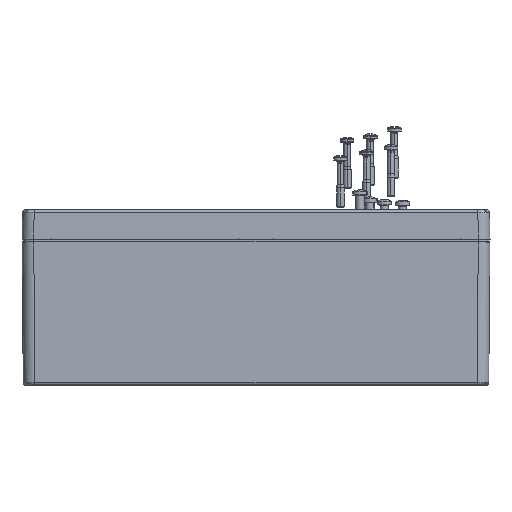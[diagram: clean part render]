
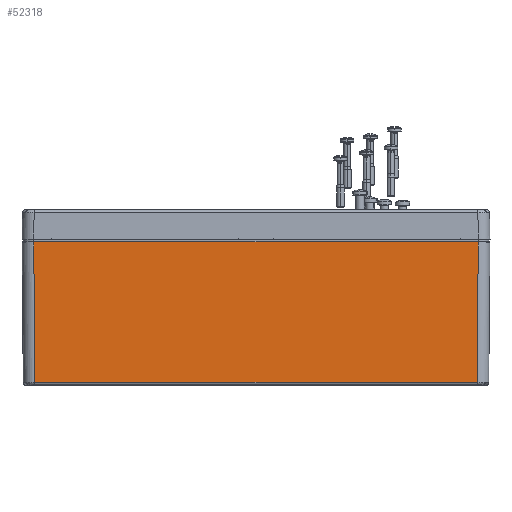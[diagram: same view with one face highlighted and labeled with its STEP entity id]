
A CAD part, top view. The second image highlights one B-rep face of the part: STEP entity #52318.
In plain terms, the highlighted planar face has unit normal (0, -0.009, 1).
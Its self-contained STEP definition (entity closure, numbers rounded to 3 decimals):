
#1124 = VERTEX_POINT ( 'NONE', #38828 ) ;
#2289 = VERTEX_POINT ( 'NONE', #43738 ) ;
#2642 = EDGE_CURVE ( 'NONE', #2670, #2289, #45076, .T. ) ;
#2670 = VERTEX_POINT ( 'NONE', #45312 ) ;
#38828 = CARTESIAN_POINT ( 'NONE',  ( -113.514, -75.013, 79.514 ) ) ;
#43738 = CARTESIAN_POINT ( 'NONE',  ( -114.125, -3., 80.125 ) ) ;
#45070 = DIRECTION ( 'NONE',  ( -1., 0., 0. ) ) ;
#45072 = VECTOR ( 'NONE', #45070, 1000. ) ;
#45074 = CARTESIAN_POINT ( 'NONE',  ( -120.15, -3., 80.125 ) ) ;
#45076 = LINE ( 'NONE', #45074, #45072 ) ;
#45312 = CARTESIAN_POINT ( 'NONE',  ( 114.125, -3., 80.125 ) ) ;
#46202 = CARTESIAN_POINT ( 'NONE',  ( 113.514, -75.013, 79.514 ) ) ;
#46717 = DIRECTION ( 'NONE',  ( 1., 0., 0. ) ) ;
#46718 = VECTOR ( 'NONE', #46717, 1000. ) ;
#46719 = CARTESIAN_POINT ( 'NONE',  ( -120.15, -75.013, 79.514 ) ) ;
#46724 = LINE ( 'NONE', #46719, #46718 ) ;
#46997 = DIRECTION ( 'NONE',  ( 0., -1., -0.008 ) ) ;
#46999 = DIRECTION ( 'NONE',  ( 0., -0.008, 1. ) ) ;
#47000 = AXIS2_PLACEMENT_3D ( 'NONE', #47003, #46999, #46997 ) ;
#47003 = CARTESIAN_POINT ( 'NONE',  ( -120.15, 0., 80.15 ) ) ;
#47004 = PLANE ( 'NONE',  #47000 ) ;
#47005 = FACE_OUTER_BOUND ( 'NONE', #52283, .T. ) ;
#47296 = DIRECTION ( 'NONE',  ( 0.008, 1., 0.008 ) ) ;
#47297 = VECTOR ( 'NONE', #47296, 1000. ) ;
#47298 = CARTESIAN_POINT ( 'NONE',  ( 114.133, -1.987, 80.133 ) ) ;
#47299 = LINE ( 'NONE', #47298, #47297 ) ;
#47535 = DIRECTION ( 'NONE',  ( 0.008, -1., -0.008 ) ) ;
#47536 = VECTOR ( 'NONE', #47535, 1000. ) ;
#47537 = CARTESIAN_POINT ( 'NONE',  ( -114.151, 0.051, 80.15 ) ) ;
#47538 = LINE ( 'NONE', #47537, #47536 ) ;
#52002 = VERTEX_POINT ( 'NONE', #46202 ) ;
#52204 = EDGE_CURVE ( 'NONE', #1124, #52002, #46724, .T. ) ;
#52282 = ORIENTED_EDGE ( 'NONE', *, *, #52625, .T. ) ;
#52283 = EDGE_LOOP ( 'NONE', ( #52282, #52406, #52403, #52594 ) ) ;
#52318 = ADVANCED_FACE ( 'NONE', ( #47005 ), #47004, .T. ) ;
#52403 = ORIENTED_EDGE ( 'NONE', *, *, #52599, .T. ) ;
#52406 = ORIENTED_EDGE ( 'NONE', *, *, #2642, .T. ) ;
#52594 = ORIENTED_EDGE ( 'NONE', *, *, #52204, .T. ) ;
#52599 = EDGE_CURVE ( 'NONE', #2289, #1124, #47538, .T. ) ;
#52625 = EDGE_CURVE ( 'NONE', #52002, #2670, #47299, .T. ) ;
